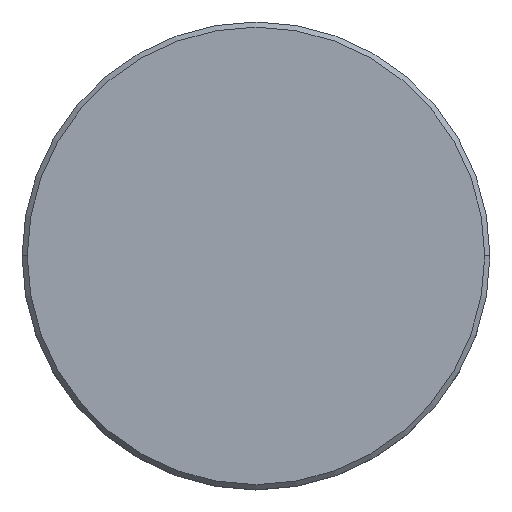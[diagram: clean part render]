
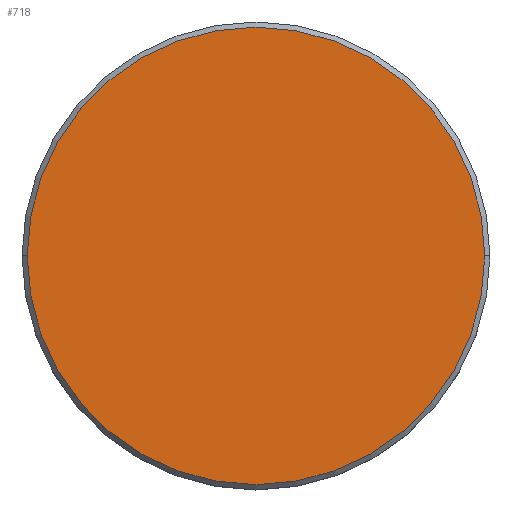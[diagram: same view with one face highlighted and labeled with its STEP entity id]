
A CAD part, top view. The second image highlights one B-rep face of the part: STEP entity #718.
In plain terms, the highlighted planar face has unit normal (0, 0, 1).
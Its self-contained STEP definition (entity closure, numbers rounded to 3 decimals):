
#60 = AXIS2_PLACEMENT_3D ( 'NONE', #755, #428, #423 ) ;
#118 = EDGE_LOOP ( 'NONE', ( #516, #251 ) ) ;
#169 = DIRECTION ( 'NONE',  ( 1., 0., 0. ) ) ;
#170 = FACE_OUTER_BOUND ( 'NONE', #118, .T. ) ;
#240 = CIRCLE ( 'NONE', #60, 22. ) ;
#251 = ORIENTED_EDGE ( 'NONE', *, *, #1045, .T. ) ;
#318 = PLANE ( 'NONE',  #522 ) ;
#345 = AXIS2_PLACEMENT_3D ( 'NONE', #648, #411, #169 ) ;
#376 = VERTEX_POINT ( 'NONE', #515 ) ;
#411 = DIRECTION ( 'NONE',  ( 0., 0., 1. ) ) ;
#423 = DIRECTION ( 'NONE',  ( 1., 0., 0. ) ) ;
#428 = DIRECTION ( 'NONE',  ( 0., 0., 1. ) ) ;
#515 = CARTESIAN_POINT ( 'NONE',  ( 22., 0., 0. ) ) ;
#516 = ORIENTED_EDGE ( 'NONE', *, *, #793, .T. ) ;
#522 = AXIS2_PLACEMENT_3D ( 'NONE', #660, #667, #566 ) ;
#566 = DIRECTION ( 'NONE',  ( 1., 0., 0. ) ) ;
#648 = CARTESIAN_POINT ( 'NONE',  ( 0., 0., 0. ) ) ;
#660 = CARTESIAN_POINT ( 'NONE',  ( 0., 0., 0. ) ) ;
#662 = CIRCLE ( 'NONE', #345, 22. ) ;
#667 = DIRECTION ( 'NONE',  ( 0., 0., 1. ) ) ;
#718 = ADVANCED_FACE ( 'NONE', ( #170 ), #318, .T. ) ;
#755 = CARTESIAN_POINT ( 'NONE',  ( 0., 0., 0. ) ) ;
#793 = EDGE_CURVE ( 'NONE', #806, #376, #662, .T. ) ;
#806 = VERTEX_POINT ( 'NONE', #977 ) ;
#977 = CARTESIAN_POINT ( 'NONE',  ( -22., 0., 0. ) ) ;
#1045 = EDGE_CURVE ( 'NONE', #376, #806, #240, .T. ) ;
